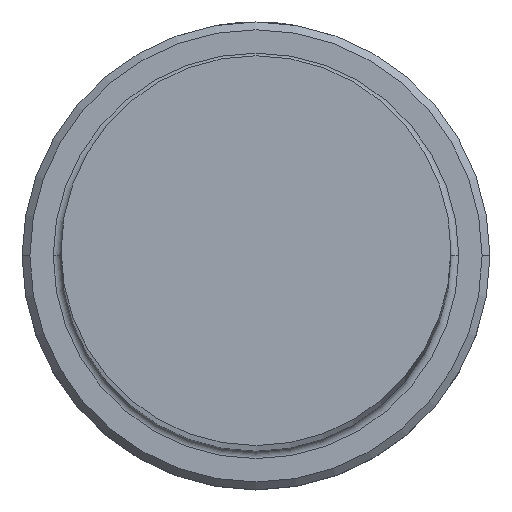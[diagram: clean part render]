
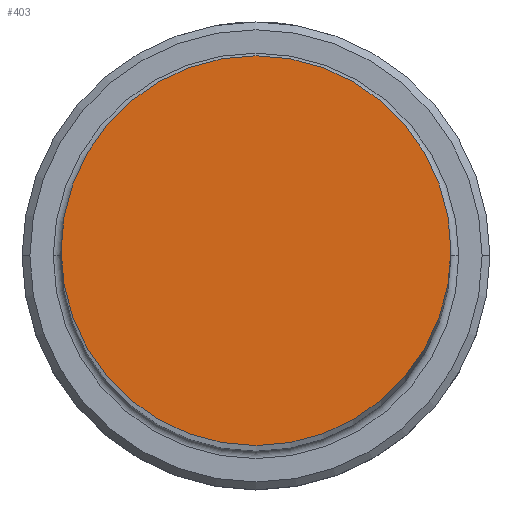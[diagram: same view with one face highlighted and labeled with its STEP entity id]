
A CAD part, top view. The second image highlights one B-rep face of the part: STEP entity #403.
In plain terms, the highlighted planar face has unit normal (0, 0, 1).
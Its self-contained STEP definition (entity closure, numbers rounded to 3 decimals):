
#7 = FACE_OUTER_BOUND ( 'NONE', #92, .T. ) ;
#8 = VERTEX_POINT ( 'NONE', #845 ) ;
#20 = ORIENTED_EDGE ( 'NONE', *, *, #817, .T. ) ;
#57 = CARTESIAN_POINT ( 'NONE',  ( 12.5, 0., 200. ) ) ;
#61 = AXIS2_PLACEMENT_3D ( 'NONE', #947, #1115, #1197 ) ;
#82 = CARTESIAN_POINT ( 'NONE',  ( 0., 0., 200. ) ) ;
#92 = EDGE_LOOP ( 'NONE', ( #545, #20 ) ) ;
#183 = DIRECTION ( 'NONE',  ( 1., 0., 0. ) ) ;
#324 = CIRCLE ( 'NONE', #954, 12.5 ) ;
#403 = ADVANCED_FACE ( 'NONE', ( #7 ), #757, .T. ) ;
#532 = EDGE_CURVE ( 'NONE', #8, #1045, #608, .T. ) ;
#545 = ORIENTED_EDGE ( 'NONE', *, *, #532, .T. ) ;
#576 = DIRECTION ( 'NONE',  ( 1., 0., 0. ) ) ;
#593 = DIRECTION ( 'NONE',  ( 0., 0., 1. ) ) ;
#608 = CIRCLE ( 'NONE', #61, 12.5 ) ;
#725 = AXIS2_PLACEMENT_3D ( 'NONE', #761, #593, #576 ) ;
#744 = DIRECTION ( 'NONE',  ( 0., 0., 1. ) ) ;
#757 = PLANE ( 'NONE',  #725 ) ;
#761 = CARTESIAN_POINT ( 'NONE',  ( 0., 0., 200. ) ) ;
#817 = EDGE_CURVE ( 'NONE', #1045, #8, #324, .T. ) ;
#845 = CARTESIAN_POINT ( 'NONE',  ( -12.5, 0., 200. ) ) ;
#947 = CARTESIAN_POINT ( 'NONE',  ( 0., 0., 200. ) ) ;
#954 = AXIS2_PLACEMENT_3D ( 'NONE', #82, #744, #183 ) ;
#1045 = VERTEX_POINT ( 'NONE', #57 ) ;
#1115 = DIRECTION ( 'NONE',  ( 0., 0., 1. ) ) ;
#1197 = DIRECTION ( 'NONE',  ( 1., 0., 0. ) ) ;
